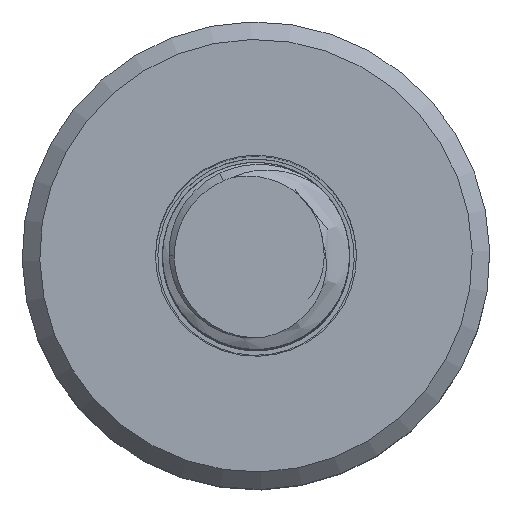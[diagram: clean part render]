
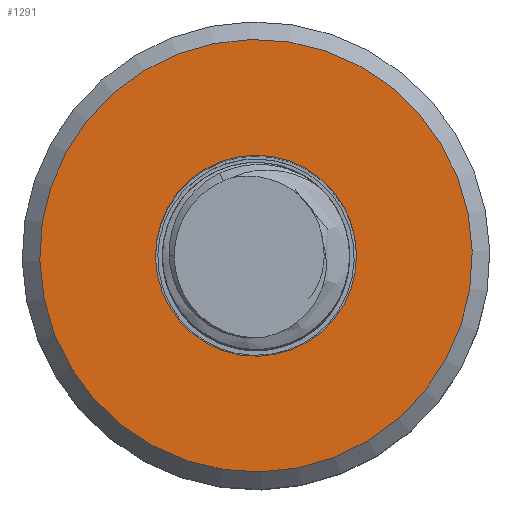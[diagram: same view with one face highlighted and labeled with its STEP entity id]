
A CAD part, top view. The second image highlights one B-rep face of the part: STEP entity #1291.
In plain terms, the highlighted face is planar.
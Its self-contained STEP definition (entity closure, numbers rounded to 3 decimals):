
#301=PLANE('',#1440);
#321=FACE_BOUND('',#434,.T.);
#336=FACE_OUTER_BOUND('',#433,.T.);
#433=EDGE_LOOP('',(#893));
#434=EDGE_LOOP('',(#894));
#527=CIRCLE('',#1430,4.3);
#531=CIRCLE('',#1437,9.25);
#559=VERTEX_POINT('',#1858);
#563=VERTEX_POINT('',#1869);
#684=EDGE_CURVE('',#559,#559,#527,.T.);
#688=EDGE_CURVE('',#563,#563,#531,.T.);
#893=ORIENTED_EDGE('',*,*,#688,.F.);
#894=ORIENTED_EDGE('',*,*,#684,.T.);
#1291=ADVANCED_FACE('',(#336,#321),#301,.T.);
#1430=AXIS2_PLACEMENT_3D('',#1859,#1569,#1570);
#1437=AXIS2_PLACEMENT_3D('',#1870,#1583,#1584);
#1440=AXIS2_PLACEMENT_3D('',#1874,#1589,#1590);
#1569=DIRECTION('center_axis',(0.,0.,1.));
#1570=DIRECTION('ref_axis',(-1.,0.,0.));
#1583=DIRECTION('center_axis',(0.,0.,1.));
#1584=DIRECTION('ref_axis',(-1.,0.,0.));
#1589=DIRECTION('center_axis',(0.,0.,-1.));
#1590=DIRECTION('ref_axis',(-1.,0.,0.));
#1858=CARTESIAN_POINT('',(4.3,0.,0.));
#1859=CARTESIAN_POINT('Origin',(0.,0.,0.));
#1869=CARTESIAN_POINT('',(9.25,0.,0.));
#1870=CARTESIAN_POINT('Origin',(0.,0.,0.));
#1874=CARTESIAN_POINT('Origin',(0.,0.,0.));
